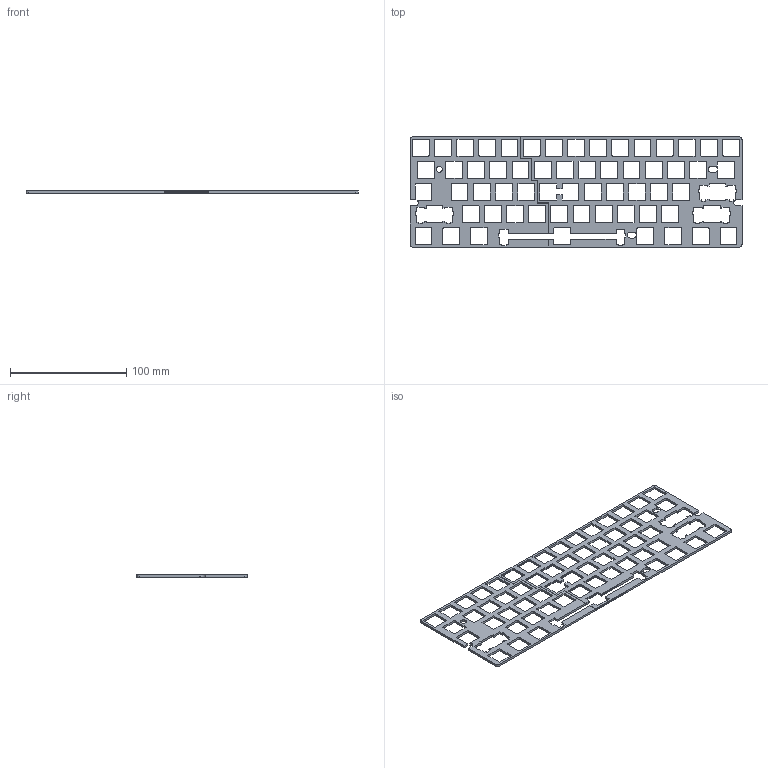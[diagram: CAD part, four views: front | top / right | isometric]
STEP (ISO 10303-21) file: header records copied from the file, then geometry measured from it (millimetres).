
FILE_DESCRIPTION(/* description */ ('Unknown'),/* implementation_level */ '2;1');
FILE_NAME(/* name */ 'plate',/* time_stamp */ '2024-09-09T22:57:02+02:00',/* author */ ('Unknown'),/* organization */ ('Unknown'),/* preprocessor_version */ 'ST-DEVELOPER v19.4',/* originating_system */ 'Solid Edge',/* authorisation */ 'Unknown');
FILE_SCHEMA (('AUTOMOTIVE_DESIGN {1 0 10303 214 3 1 1}'));
Length unit declared in the file: millimetre
Products named in the file (1): plate
Bounding box: 285.1 x 94.6 x 2 mm (x, y, z)
Volume: 24974.8 mm3; surface area: 38259.8 mm2
Topology: 2 solids, 2 shells, 870 faces, 2598 edges, 1732 vertices
Faces by surface type: plane 483, cylinder 387
Full cylindrical faces by diameter (mm): 5 x1
Entity records: 29698 total; most frequent: CARTESIAN_POINT 5200, ORIENTED_EDGE 5194, DIRECTION 5113, EDGE_CURVE 2597, LINE 1823, VECTOR 1823, VERTEX_POINT 1732, AXIS2_PLACEMENT_3D 1645
